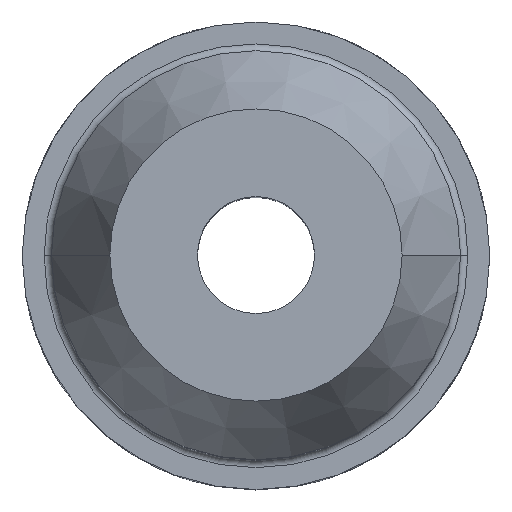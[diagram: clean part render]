
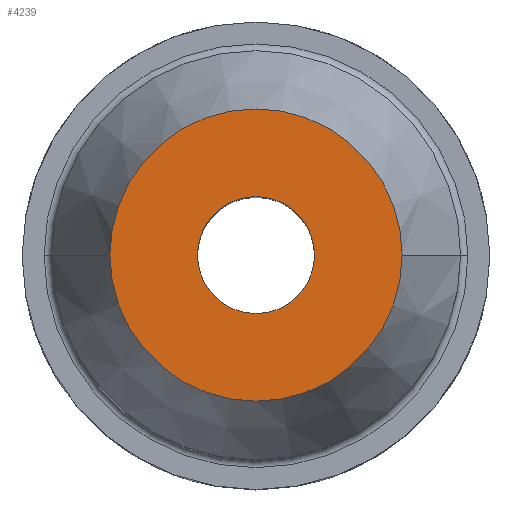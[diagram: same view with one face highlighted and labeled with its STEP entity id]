
A CAD part, top view. The second image highlights one B-rep face of the part: STEP entity #4239.
In plain terms, the highlighted planar face has unit normal (0, 0, 1).
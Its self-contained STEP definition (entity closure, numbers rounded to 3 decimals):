
#38 = DIRECTION ( 'NONE',  ( -1., 0., 0. ) ) ;
#55 = CARTESIAN_POINT ( 'NONE',  ( 4., 0., 45. ) ) ;
#149 = CARTESIAN_POINT ( 'NONE',  ( 0., 10., 45. ) ) ;
#339 = CIRCLE ( 'NONE', #1885, 4. ) ;
#468 = DIRECTION ( 'NONE',  ( 1., 0., 0. ) ) ;
#571 = DIRECTION ( 'NONE',  ( -1., 0., 0. ) ) ;
#685 = ORIENTED_EDGE ( 'NONE', *, *, #3177, .F. ) ;
#701 = VERTEX_POINT ( 'NONE', #55 ) ;
#838 = DIRECTION ( 'NONE',  ( -1., 0., 0. ) ) ;
#852 = EDGE_CURVE ( 'NONE', #701, #2833, #2368, .T. ) ;
#924 = DIRECTION ( 'NONE',  ( 0., 0., -1. ) ) ;
#962 = AXIS2_PLACEMENT_3D ( 'NONE', #2925, #1172, #838 ) ;
#1172 = DIRECTION ( 'NONE',  ( 0., 0., -1. ) ) ;
#1720 = EDGE_LOOP ( 'NONE', ( #3074, #685 ) ) ;
#1730 = FACE_BOUND ( 'NONE', #4109, .T. ) ;
#1750 = AXIS2_PLACEMENT_3D ( 'NONE', #4400, #924, #3322 ) ;
#1799 = CARTESIAN_POINT ( 'NONE',  ( 0., 0., 45. ) ) ;
#1885 = AXIS2_PLACEMENT_3D ( 'NONE', #1799, #2500, #38 ) ;
#2123 = CIRCLE ( 'NONE', #962, 10. ) ;
#2168 = AXIS2_PLACEMENT_3D ( 'NONE', #149, #4313, #468 ) ;
#2177 = VERTEX_POINT ( 'NONE', #3763 ) ;
#2187 = CARTESIAN_POINT ( 'NONE',  ( -4., 0., 45. ) ) ;
#2281 = CARTESIAN_POINT ( 'NONE',  ( 0., 0., 45. ) ) ;
#2368 = CIRCLE ( 'NONE', #3684, 4. ) ;
#2500 = DIRECTION ( 'NONE',  ( 0., 0., -1. ) ) ;
#2579 = EDGE_CURVE ( 'NONE', #2833, #701, #339, .T. ) ;
#2581 = PLANE ( 'NONE',  #2168 ) ;
#2833 = VERTEX_POINT ( 'NONE', #2187 ) ;
#2925 = CARTESIAN_POINT ( 'NONE',  ( 0., 0., 45. ) ) ;
#2980 = CIRCLE ( 'NONE', #1750, 10. ) ;
#3074 = ORIENTED_EDGE ( 'NONE', *, *, #3750, .F. ) ;
#3177 = EDGE_CURVE ( 'NONE', #4341, #2177, #2980, .T. ) ;
#3201 = ORIENTED_EDGE ( 'NONE', *, *, #2579, .T. ) ;
#3322 = DIRECTION ( 'NONE',  ( -1., 0., 0. ) ) ;
#3329 = CARTESIAN_POINT ( 'NONE',  ( 10., 0., 45. ) ) ;
#3630 = ORIENTED_EDGE ( 'NONE', *, *, #852, .T. ) ;
#3684 = AXIS2_PLACEMENT_3D ( 'NONE', #2281, #4040, #571 ) ;
#3750 = EDGE_CURVE ( 'NONE', #2177, #4341, #2123, .T. ) ;
#3763 = CARTESIAN_POINT ( 'NONE',  ( -10., 0., 45. ) ) ;
#3804 = FACE_OUTER_BOUND ( 'NONE', #1720, .T. ) ;
#4040 = DIRECTION ( 'NONE',  ( 0., 0., -1. ) ) ;
#4109 = EDGE_LOOP ( 'NONE', ( #3201, #3630 ) ) ;
#4239 = ADVANCED_FACE ( 'NONE', ( #1730, #3804 ), #2581, .T. ) ;
#4313 = DIRECTION ( 'NONE',  ( 0., 0., 1. ) ) ;
#4341 = VERTEX_POINT ( 'NONE', #3329 ) ;
#4400 = CARTESIAN_POINT ( 'NONE',  ( 0., 0., 45. ) ) ;
